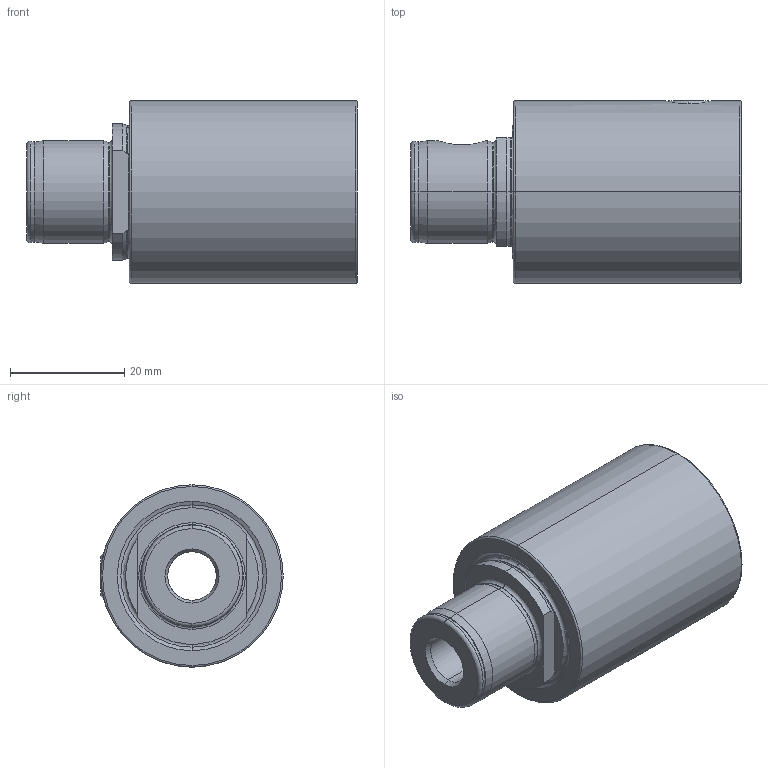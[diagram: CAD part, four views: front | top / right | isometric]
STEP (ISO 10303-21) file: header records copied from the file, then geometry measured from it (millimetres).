
FILE_DESCRIPTION (( 'STEP AP203' ), '1' );
FILE_NAME ('MB3.MB3.K01.040.STEP', '2013-09-25T13:54:36', ( 'baer' ), ( 'Hewlett-Packard Company' ), 'SwSTEP 2.0', 'SolidWorks 2012', '' );
FILE_SCHEMA (( 'CONFIG_CONTROL_DESIGN' ));
Length unit declared in the file: millimetre
Products named in the file (3): MB3.MB3.K01.040; MB3-MB3-K01.040_B; MB3-ER1.001.011_A
Assembly tree (2 placements, depth 2):
  MB3.MB3.K01.040
    MB3-MB3-K01.040_B
    MB3-ER1.001.011_A
Bounding box: 58 x 32 x 32 mm (x, y, z)
Volume: 29305.3 mm3; surface area: 9146 mm2
Topology: 2 solids, 2 shells, 117 faces, 277 edges, 167 vertices
Faces by surface type: cone 35, cylinder 30, plane 26, torus 24, bspline 2
Entity records: 4105 total; most frequent: CARTESIAN_POINT 1083, DIRECTION 615, ORIENTED_EDGE 550, EDGE_CURVE 275, AXIS2_PLACEMENT_3D 262, VERTEX_POINT 167, CIRCLE 142, EDGE_LOOP 128
